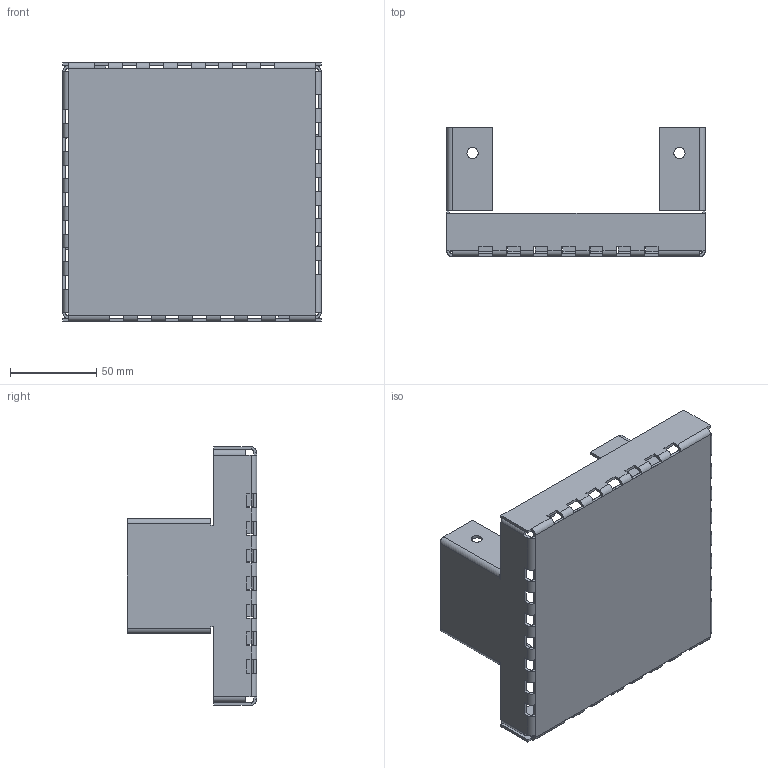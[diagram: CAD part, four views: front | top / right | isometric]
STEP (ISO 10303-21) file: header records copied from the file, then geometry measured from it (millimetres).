
FILE_DESCRIPTION(/* description */ (''),/* implementation_level */ '2;1');
FILE_NAME(/* name */ 'bed.stp',/* time_stamp */ '2016-05-22T17:28:05-07:00',/* author */ ('cruiser'),/* organization */ (''),/* preprocessor_version */ 'ST-DEVELOPER v15.2',/* originating_system */ 'Autodesk Inventor 2014',/* authorisation */ '');
FILE_SCHEMA (('AUTOMOTIVE_DESIGN { 1 0 10303 214 3 1 1 }'));
Length unit declared in the file: millimetre
Products named in the file (1): bed
Bounding box: 150 x 75 x 150 mm (x, y, z)
Volume: 74714.9 mm3; surface area: 97822.9 mm2
Topology: 1 solids, 1 shells, 302 faces, 860 edges, 504 vertices
Faces by surface type: plane 274, cylinder 28
Full cylindrical faces by diameter (mm): 6.5 x4
Entity records: 9640 total; most frequent: ORIENTED_EDGE 1712, CARTESIAN_POINT 1663, DIRECTION 1630, EDGE_CURVE 856, LINE 688, VECTOR 688, VERTEX_POINT 504, AXIS2_PLACEMENT_3D 471
